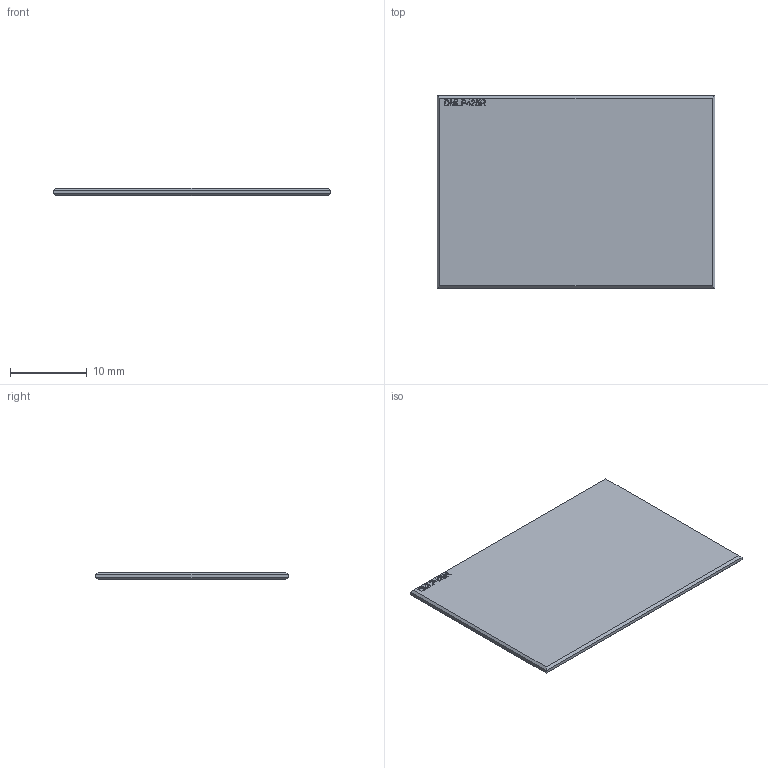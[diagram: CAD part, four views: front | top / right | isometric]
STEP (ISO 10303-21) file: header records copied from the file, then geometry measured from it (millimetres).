
FILE_DESCRIPTION (( 'STEP AP203' ), '1' );
FILE_NAME ('21095-E0W.STEP', '2012-09-19T18:56:01', ( 'Admin' ), ( '' ), 'SwSTEP 2.0', 'SolidWorks 2011', '' );
FILE_SCHEMA (( 'CONFIG_CONTROL_DESIGN' ));
Length unit declared in the file: inch
Products named in the file (1): 21095-E0W
Bounding box: 36 x 25 x 1 mm (x, y, z)
Surface area: 1878.9 mm2 (no closed solid volume)
Topology: 0 solids, 2 shells, 52 faces, 297 edges, 238 vertices
Faces by surface type: plane 43, bspline 9
Entity records: 4105 total; most frequent: CARTESIAN_POINT 2017, ORIENTED_EDGE 382, DIRECTION 301, EDGE_CURVE 297, VERTEX_POINT 238, LINE 213, VECTOR 213, B_SPLINE_CURVE_WITH_KNOTS 84
